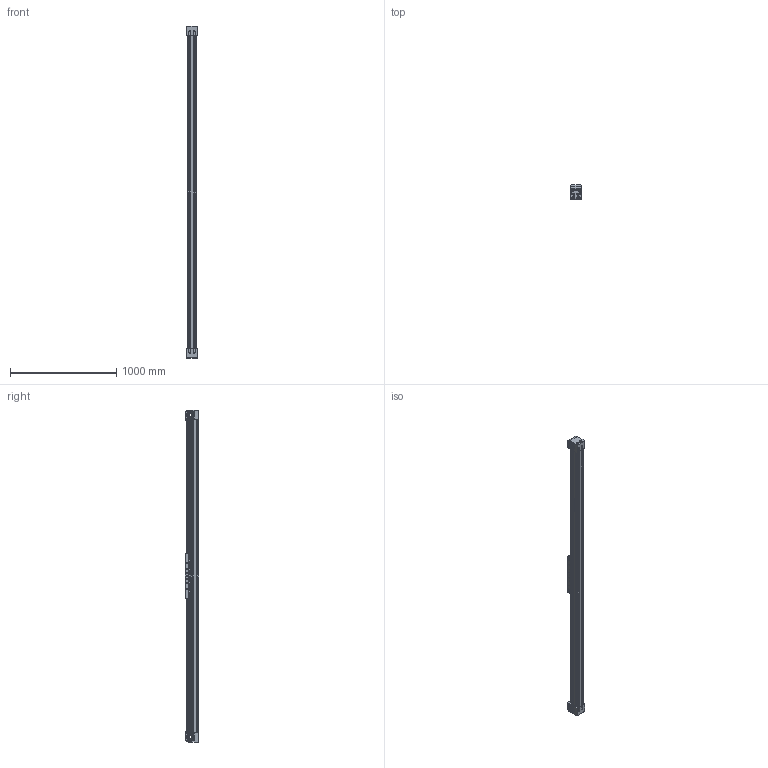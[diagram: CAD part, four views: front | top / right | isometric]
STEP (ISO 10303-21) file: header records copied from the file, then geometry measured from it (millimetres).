
FILE_DESCRIPTION (( 'STEP AP214' ), '1' );
FILE_NAME ('BLM80-2500.STEP', '2023-03-14T07:58:41', ( '' ), ( '' ), 'SwSTEP 2.0', 'SolidWorks 2023', '' );
FILE_SCHEMA (( 'AUTOMOTIVE_DESIGN' ));
Length unit declared in the file: millimetre
Products named in the file (1): BLM80-2500
Bounding box: 100 x 130 x 3124 mm (x, y, z)
Volume: 19902007.9 mm3; surface area: 2939906.9 mm2
Topology: 49 solids, 57 shells, 5940 faces, 16820 edges, 11068 vertices
Faces by surface type: plane 3360, cylinder 2252, torus 152, sphere 100, cone 52, bspline 24
Entity records: 263235 total; most frequent: CARTESIAN_POINT 40185, DIRECTION 33188, ORIENTED_EDGE 33032, EDGE_CURVE 16516, VECTOR 11106, LINE 11106, AXIS2_PLACEMENT_3D 11041, VERTEX_POINT 10876
